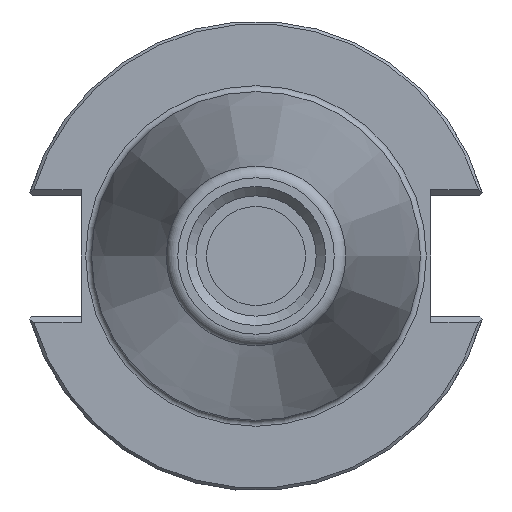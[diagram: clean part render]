
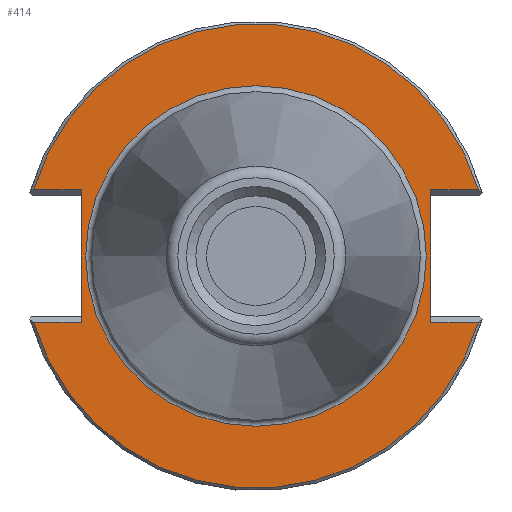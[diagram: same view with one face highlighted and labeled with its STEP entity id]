
A CAD part, left-side view. The second image highlights one B-rep face of the part: STEP entity #414.
In plain terms, the highlighted planar face has unit normal (-1, 0, 0).
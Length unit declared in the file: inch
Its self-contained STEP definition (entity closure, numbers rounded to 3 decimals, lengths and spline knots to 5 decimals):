
#315=CARTESIAN_POINT('',(2.73,-0.90625,0.));
#316=VERTEX_POINT('',#315);
#317=CARTESIAN_POINT('',(2.73,0.,0.));
#318=DIRECTION('',(-1.0,0.,0.));
#319=DIRECTION('',(0.,-1.0,0.));
#320=AXIS2_PLACEMENT_3D('',#317,#318,#319);
#321=CIRCLE('',#320,0.90625);
#322=EDGE_CURVE('',#316,#316,#321,.T.);
#338=CARTESIAN_POINT('',(2.73,-1.288,-1.34063));
#339=DIRECTION('',(-1.0,0.0,0.0));
#340=DIRECTION('',(0.0,0.0,1.0));
#341=AXIS2_PLACEMENT_3D('',#338,#339,#340);
#342=PLANE('',#341);
#343=CARTESIAN_POINT('',(2.73,0.93,-0.3525));
#344=VERTEX_POINT('',#343);
#345=CARTESIAN_POINT('',(2.73,1.18363,-0.3525));
#346=VERTEX_POINT('',#345);
#347=CARTESIAN_POINT('',(2.73,-1.288,-0.3525));
#348=DIRECTION('',(0.0,1.0,0.0));
#349=VECTOR('',#348,1.0);
#350=LINE('',#347,#349);
#351=EDGE_CURVE('',#344,#346,#350,.T.);
#352=ORIENTED_EDGE('',*,*,#351,.T.);
#353=CARTESIAN_POINT('',(2.73,-1.18363,-0.3525));
#354=VERTEX_POINT('',#353);
#355=CARTESIAN_POINT('',(2.73,0.0,0.0));
#356=DIRECTION('',(-1.0,0.0,0.0));
#357=DIRECTION('',(0.0,0.0,1.0));
#358=AXIS2_PLACEMENT_3D('',#355,#356,#357);
#359=CIRCLE('',#358,1.235);
#360=EDGE_CURVE('',#346,#354,#359,.T.);
#361=ORIENTED_EDGE('',*,*,#360,.T.);
#362=CARTESIAN_POINT('',(2.73,-0.93,-0.3525));
#363=VERTEX_POINT('',#362);
#364=CARTESIAN_POINT('',(2.73,-0.93,-0.3525));
#365=DIRECTION('',(0.0,1.0,0.0));
#366=VECTOR('',#365,1.0);
#367=LINE('',#364,#366);
#368=EDGE_CURVE('',#354,#363,#367,.T.);
#369=ORIENTED_EDGE('',*,*,#368,.T.);
#370=CARTESIAN_POINT('',(2.73,-0.93,0.3525));
#371=VERTEX_POINT('',#370);
#372=CARTESIAN_POINT('',(2.73,-0.93,0.33813));
#373=DIRECTION('',(0.0,0.0,-1.0));
#374=VECTOR('',#373,1.0);
#375=LINE('',#372,#374);
#376=EDGE_CURVE('',#371,#363,#375,.T.);
#377=ORIENTED_EDGE('',*,*,#376,.F.);
#378=CARTESIAN_POINT('',(2.73,-1.18363,0.3525));
#379=VERTEX_POINT('',#378);
#380=CARTESIAN_POINT('',(2.73,-1.19206,0.3525));
#381=DIRECTION('',(0.0,-1.0,0.0));
#382=VECTOR('',#381,1.);
#383=LINE('',#380,#382);
#384=EDGE_CURVE('',#371,#379,#383,.T.);
#385=ORIENTED_EDGE('',*,*,#384,.T.);
#386=CARTESIAN_POINT('',(2.73,1.18363,0.3525));
#387=VERTEX_POINT('',#386);
#388=CARTESIAN_POINT('',(2.73,0.0,0.0));
#389=DIRECTION('',(-1.0,0.0,0.0));
#390=DIRECTION('',(0.0,0.0,1.0));
#391=AXIS2_PLACEMENT_3D('',#388,#389,#390);
#392=CIRCLE('',#391,1.235);
#393=EDGE_CURVE('',#379,#387,#392,.T.);
#394=ORIENTED_EDGE('',*,*,#393,.T.);
#395=CARTESIAN_POINT('',(2.73,0.93,0.3525));
#396=VERTEX_POINT('',#395);
#397=CARTESIAN_POINT('',(2.73,-1.288,0.3525));
#398=DIRECTION('',(0.0,-1.0,0.0));
#399=VECTOR('',#398,1.0);
#400=LINE('',#397,#399);
#401=EDGE_CURVE('',#387,#396,#400,.T.);
#402=ORIENTED_EDGE('',*,*,#401,.T.);
#403=CARTESIAN_POINT('',(2.73,0.93,-0.33813));
#404=DIRECTION('',(0.0,0.0,1.0));
#405=VECTOR('',#404,1.0);
#406=LINE('',#403,#405);
#407=EDGE_CURVE('',#344,#396,#406,.T.);
#408=ORIENTED_EDGE('',*,*,#407,.F.);
#409=EDGE_LOOP('',(#352,#361,#369,#377,#385,#394,#402,#408));
#410=FACE_OUTER_BOUND('',#409,.T.);
#411=ORIENTED_EDGE('',*,*,#322,.F.);
#412=EDGE_LOOP('',(#411));
#413=FACE_BOUND('',#412,.T.);
#414=ADVANCED_FACE('',(#410,#413),#342,.T.);
